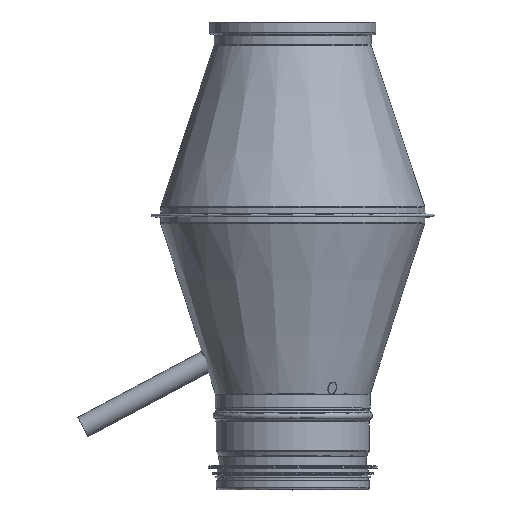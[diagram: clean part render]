
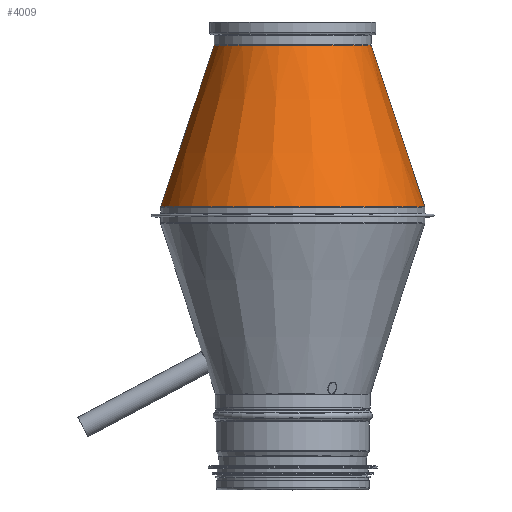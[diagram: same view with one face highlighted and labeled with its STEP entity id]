
A CAD part, top view. The second image highlights one B-rep face of the part: STEP entity #4009.
In plain terms, the highlighted conical face has half-angle 18.312 degrees and reference radius 50.88 mm.
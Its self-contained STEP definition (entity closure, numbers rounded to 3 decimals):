
#419=CIRCLE('',#4357,50.88);
#420=CIRCLE('',#4359,85.539);
#641=LINE('',#6727,#901);
#666=LINE('',#6802,#926);
#901=VECTOR('',#4943,110.311);
#926=VECTOR('',#5016,110.311);
#1122=CONICAL_SURFACE('',#4358,50.88,18.312);
#1236=FACE_OUTER_BOUND('',#1502,.T.);
#1502=EDGE_LOOP('',(#2937,#2938,#2939,#2940));
#1802=VERTEX_POINT('',#6720);
#1804=VERTEX_POINT('',#6726);
#1828=VERTEX_POINT('',#6795);
#1830=VERTEX_POINT('',#6801);
#2157=EDGE_CURVE('',#1804,#1802,#641,.T.);
#2194=EDGE_CURVE('',#1828,#1830,#666,.T.);
#2237=EDGE_CURVE('',#1828,#1804,#419,.T.);
#2238=EDGE_CURVE('',#1830,#1802,#420,.T.);
#2937=ORIENTED_EDGE('',*,*,#2157,.T.);
#2938=ORIENTED_EDGE('',*,*,#2238,.F.);
#2939=ORIENTED_EDGE('',*,*,#2194,.F.);
#2940=ORIENTED_EDGE('',*,*,#2237,.T.);
#4009=ADVANCED_FACE('',(#1236),#1122,.T.);
#4357=AXIS2_PLACEMENT_3D('',#6885,#5134,#5135);
#4358=AXIS2_PLACEMENT_3D('',#6886,#5136,#5137);
#4359=AXIS2_PLACEMENT_3D('',#6887,#5138,#5139);
#4943=DIRECTION('',(0.314,0.949,0.));
#5016=DIRECTION('',(0.314,0.949,0.));
#5134=DIRECTION('center_axis',(0.,1.,0.));
#5135=DIRECTION('ref_axis',(1.,0.,0.));
#5136=DIRECTION('center_axis',(0.,1.,0.));
#5137=DIRECTION('ref_axis',(1.,0.,0.));
#5138=DIRECTION('center_axis',(0.,1.,0.));
#5139=DIRECTION('ref_axis',(1.,0.,0.));
#6720=CARTESIAN_POINT('',(85.539,119.72,0.001));
#6726=CARTESIAN_POINT('',(50.88,14.995,0.001));
#6727=CARTESIAN_POINT('',(50.88,14.995,0.001));
#6795=CARTESIAN_POINT('',(50.88,14.995,0.));
#6801=CARTESIAN_POINT('',(85.539,119.72,0.));
#6802=CARTESIAN_POINT('',(50.88,14.995,0.));
#6885=CARTESIAN_POINT('Origin',(0.,14.995,
0.));
#6886=CARTESIAN_POINT('Origin',(0.,14.995,
0.));
#6887=CARTESIAN_POINT('Origin',(0.,119.72,0.));
